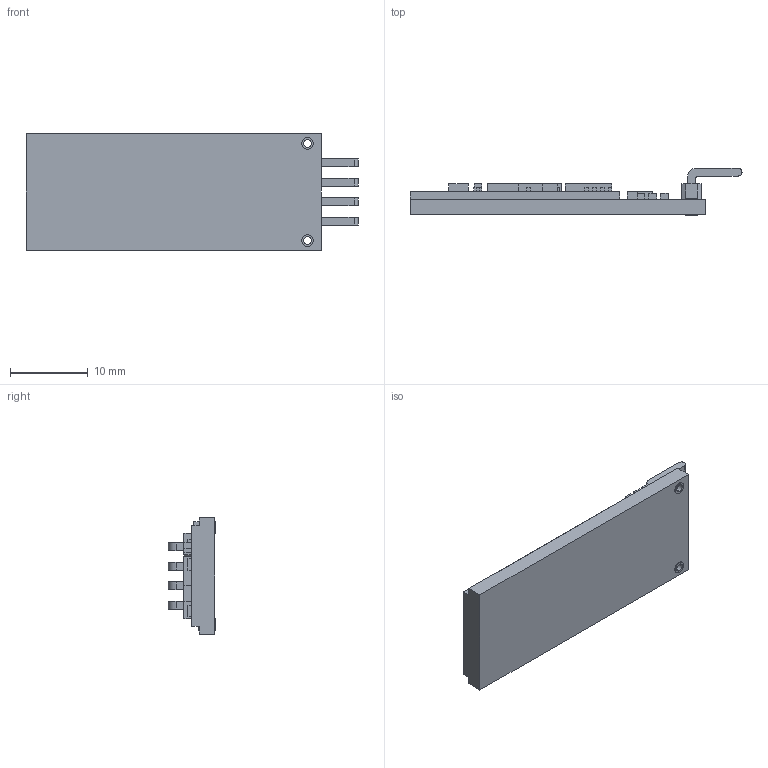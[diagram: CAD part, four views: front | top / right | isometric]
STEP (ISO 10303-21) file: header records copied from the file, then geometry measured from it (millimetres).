
FILE_DESCRIPTION (( 'STEP AP214' ), '1' );
FILE_NAME ('User Library-HC-06.STEP', '2015-05-09T20:11:59', ( 'Windows User' ), ( '' ), 'SwSTEP 2.0', 'SolidWorks 2015', '' );
FILE_SCHEMA (( 'AUTOMOTIVE_DESIGN' ));
Length unit declared in the file: millimetre
Products named in the file (1): User Library-HC-06
Bounding box: 42.75 x 6.1 x 15 mm (x, y, z)
Volume: 1723.2 mm3; surface area: 1797.2 mm2
Topology: 1 solids, 1 shells, 287 faces, 732 edges, 488 vertices
Faces by surface type: plane 259, cylinder 28
Entity records: 11741 total; most frequent: CARTESIAN_POINT 1508, ORIENTED_EDGE 1464, DIRECTION 1364, EDGE_CURVE 732, VECTOR 676, LINE 676, VERTEX_POINT 488, AXIS2_PLACEMENT_3D 344
